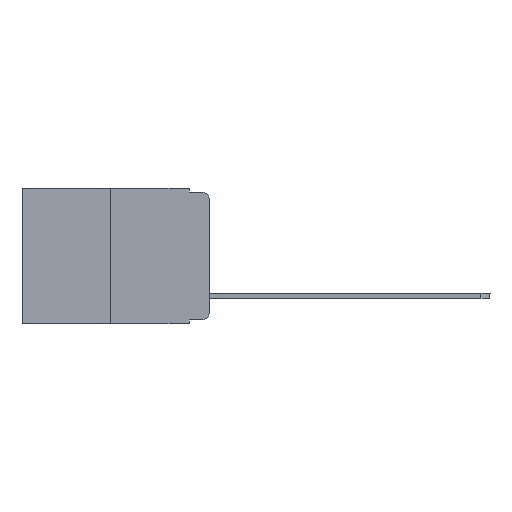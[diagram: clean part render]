
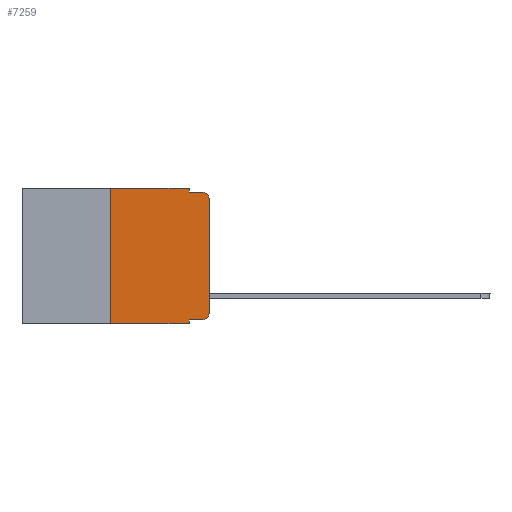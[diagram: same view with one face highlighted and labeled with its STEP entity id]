
A CAD part, left-side view. The second image highlights one B-rep face of the part: STEP entity #7259.
In plain terms, the highlighted planar face has unit normal (-1, 0, 0).
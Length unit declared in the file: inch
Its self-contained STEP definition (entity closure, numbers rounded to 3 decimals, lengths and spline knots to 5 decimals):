
#264 = VERTEX_POINT ( 'NONE', #14228 ) ;
#878 = ORIENTED_EDGE ( 'NONE', *, *, #15884, .F. ) ;
#967 = VECTOR ( 'NONE', #3443, 39.37008 ) ;
#1519 = VECTOR ( 'NONE', #3591, 39.37008 ) ;
#1678 = ORIENTED_EDGE ( 'NONE', *, *, #16589, .T. ) ;
#2344 = CARTESIAN_POINT ( 'NONE',  ( 0., 0.051, -0.01 ) ) ;
#2394 = VERTEX_POINT ( 'NONE', #11003 ) ;
#2568 = LINE ( 'NONE', #14462, #10567 ) ;
#2802 = CARTESIAN_POINT ( 'NONE',  ( 0., 0.02, -0.01 ) ) ;
#3115 = VERTEX_POINT ( 'NONE', #4715 ) ;
#3443 = DIRECTION ( 'NONE',  ( 0., 0., 1. ) ) ;
#3560 = EDGE_CURVE ( 'NONE', #3115, #25038, #2568, .T. ) ;
#3591 = DIRECTION ( 'NONE',  ( 0., 0., -1. ) ) ;
#3942 = DIRECTION ( 'NONE',  ( -1., 0., 0. ) ) ;
#3991 = FACE_OUTER_BOUND ( 'NONE', #22591, .T. ) ;
#4243 = AXIS2_PLACEMENT_3D ( 'NONE', #22705, #10425, #4610 ) ;
#4559 = DIRECTION ( 'NONE',  ( 0., 0., 1. ) ) ;
#4610 = DIRECTION ( 'NONE',  ( 0., 0., -1. ) ) ;
#4715 = CARTESIAN_POINT ( 'NONE',  ( 0., 0., -0.313 ) ) ;
#4716 = DIRECTION ( 'NONE',  ( 0., -1., 0. ) ) ;
#4990 = VERTEX_POINT ( 'NONE', #9193 ) ;
#5167 = EDGE_CURVE ( 'NONE', #12528, #10060, #22138, .T. ) ;
#5583 = PLANE ( 'NONE',  #7534 ) ;
#7013 = CARTESIAN_POINT ( 'NONE',  ( 0., 0.473, 0. ) ) ;
#7259 = ADVANCED_FACE ( 'NONE', ( #3991 ), #5583, .F. ) ;
#7534 = AXIS2_PLACEMENT_3D ( 'NONE', #20098, #18242, #17726 ) ;
#7692 = ORIENTED_EDGE ( 'NONE', *, *, #21027, .T. ) ;
#8323 = VECTOR ( 'NONE', #16306, 39.37008 ) ;
#8682 = LINE ( 'NONE', #2344, #11041 ) ;
#8744 = CARTESIAN_POINT ( 'NONE',  ( 0., 0.051, 0. ) ) ;
#9193 = CARTESIAN_POINT ( 'NONE',  ( 0., 0.25, 0. ) ) ;
#9894 = ORIENTED_EDGE ( 'NONE', *, *, #17851, .F. ) ;
#10060 = VERTEX_POINT ( 'NONE', #17933 ) ;
#10196 = EDGE_CURVE ( 'NONE', #10060, #22574, #8682, .T. ) ;
#10204 = VECTOR ( 'NONE', #21204, 39.37008 ) ;
#10232 = LINE ( 'NONE', #18274, #8323 ) ;
#10380 = LINE ( 'NONE', #7013, #18801 ) ;
#10420 = ORIENTED_EDGE ( 'NONE', *, *, #11656, .T. ) ;
#10425 = DIRECTION ( 'NONE',  ( -1., 0., 0. ) ) ;
#10567 = VECTOR ( 'NONE', #4559, 39.37008 ) ;
#11003 = CARTESIAN_POINT ( 'NONE',  ( 0., 0.25, -0.343 ) ) ;
#11041 = VECTOR ( 'NONE', #4716, 39.37008 ) ;
#11642 = LINE ( 'NONE', #23682, #1519 ) ;
#11656 = EDGE_CURVE ( 'NONE', #19166, #264, #25461, .T. ) ;
#12038 = AXIS2_PLACEMENT_3D ( 'NONE', #22423, #3942, #23908 ) ;
#12528 = VERTEX_POINT ( 'NONE', #8744 ) ;
#12758 = CARTESIAN_POINT ( 'NONE',  ( 0., 0., -0.03 ) ) ;
#12885 = CIRCLE ( 'NONE', #12038, 0.02 ) ;
#13474 = CARTESIAN_POINT ( 'NONE',  ( 0., 0.25, 0. ) ) ;
#13492 = EDGE_CURVE ( 'NONE', #2394, #4990, #25641, .T. ) ;
#13782 = CARTESIAN_POINT ( 'NONE',  ( 0., 0.051, -0.343 ) ) ;
#13793 = ORIENTED_EDGE ( 'NONE', *, *, #5167, .F. ) ;
#14228 = CARTESIAN_POINT ( 'NONE',  ( 0., 0.02, -0.333 ) ) ;
#14462 = CARTESIAN_POINT ( 'NONE',  ( 0., 0., 0. ) ) ;
#15884 = EDGE_CURVE ( 'NONE', #4990, #12528, #10380, .T. ) ;
#16306 = DIRECTION ( 'NONE',  ( 0., -1., 0. ) ) ;
#16589 = EDGE_CURVE ( 'NONE', #264, #3115, #12885, .T. ) ;
#16775 = ORIENTED_EDGE ( 'NONE', *, *, #13492, .F. ) ;
#16875 = VECTOR ( 'NONE', #25985, 39.37008 ) ;
#17399 = VERTEX_POINT ( 'NONE', #13782 ) ;
#17726 = DIRECTION ( 'NONE',  ( 0., 0., -1. ) ) ;
#17851 = EDGE_CURVE ( 'NONE', #19166, #17399, #11642, .T. ) ;
#17914 = CARTESIAN_POINT ( 'NONE',  ( 0., 0.051, 0. ) ) ;
#17933 = CARTESIAN_POINT ( 'NONE',  ( 0., 0.051, -0.01 ) ) ;
#18242 = DIRECTION ( 'NONE',  ( 1., 0., 0. ) ) ;
#18274 = CARTESIAN_POINT ( 'NONE',  ( 0., 0.473, -0.343 ) ) ;
#18795 = EDGE_CURVE ( 'NONE', #2394, #17399, #10232, .T. ) ;
#18801 = VECTOR ( 'NONE', #19172, 39.37008 ) ;
#18871 = ORIENTED_EDGE ( 'NONE', *, *, #3560, .T. ) ;
#19166 = VERTEX_POINT ( 'NONE', #19964 ) ;
#19172 = DIRECTION ( 'NONE',  ( 0., -1., 0. ) ) ;
#19768 = ORIENTED_EDGE ( 'NONE', *, *, #10196, .F. ) ;
#19964 = CARTESIAN_POINT ( 'NONE',  ( 0., 0.051, -0.333 ) ) ;
#20098 = CARTESIAN_POINT ( 'NONE',  ( 0., 0.473, 0. ) ) ;
#20718 = ORIENTED_EDGE ( 'NONE', *, *, #18795, .T. ) ;
#21027 = EDGE_CURVE ( 'NONE', #25038, #22574, #21077, .T. ) ;
#21077 = CIRCLE ( 'NONE', #4243, 0.02 ) ;
#21204 = DIRECTION ( 'NONE',  ( 0., -1., 0. ) ) ;
#22138 = LINE ( 'NONE', #17914, #16875 ) ;
#22423 = CARTESIAN_POINT ( 'NONE',  ( 0., 0.02, -0.313 ) ) ;
#22574 = VERTEX_POINT ( 'NONE', #2802 ) ;
#22591 = EDGE_LOOP ( 'NONE', ( #18871, #7692, #19768, #13793, #878, #16775, #20718, #9894, #10420, #1678 ) ) ;
#22705 = CARTESIAN_POINT ( 'NONE',  ( 0., 0.02, -0.03 ) ) ;
#23605 = CARTESIAN_POINT ( 'NONE',  ( 0., 0.051, -0.333 ) ) ;
#23682 = CARTESIAN_POINT ( 'NONE',  ( 0., 0.051, 0. ) ) ;
#23908 = DIRECTION ( 'NONE',  ( 0., 0., -1. ) ) ;
#25038 = VERTEX_POINT ( 'NONE', #12758 ) ;
#25461 = LINE ( 'NONE', #23605, #10204 ) ;
#25641 = LINE ( 'NONE', #13474, #967 ) ;
#25985 = DIRECTION ( 'NONE',  ( 0., 0., -1. ) ) ;
